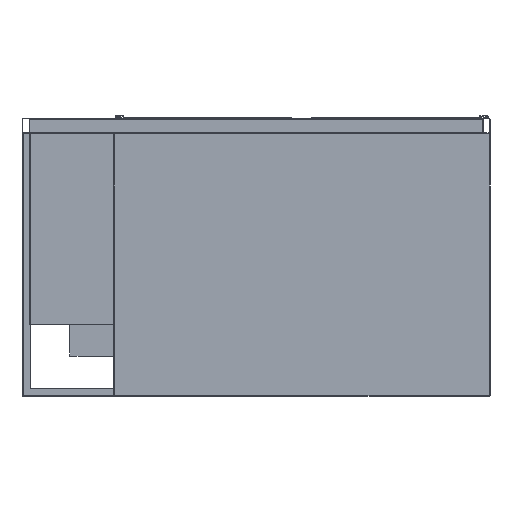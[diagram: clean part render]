
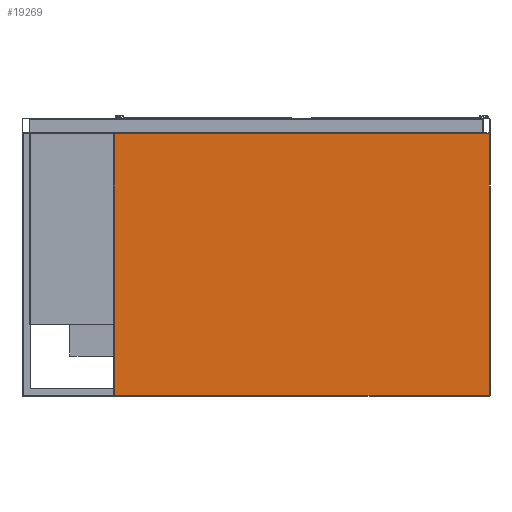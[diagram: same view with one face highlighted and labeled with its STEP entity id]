
A CAD part, front view. The second image highlights one B-rep face of the part: STEP entity #19269.
In plain terms, the highlighted planar face has unit normal (0, -1, 0).
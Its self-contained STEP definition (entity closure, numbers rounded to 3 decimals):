
#144 = DIRECTION ( 'NONE',  ( 0., 0., -1. ) ) ;
#785 = LINE ( 'NONE', #11997, #13124 ) ;
#1524 = DIRECTION ( 'NONE',  ( 0., 0., -1. ) ) ;
#3115 = LINE ( 'NONE', #11648, #16263 ) ;
#3722 = AXIS2_PLACEMENT_3D ( 'NONE', #18390, #12499, #1524 ) ;
#4358 = ORIENTED_EDGE ( 'NONE', *, *, #9081, .T. ) ;
#4618 = LINE ( 'NONE', #10704, #10528 ) ;
#5564 = CARTESIAN_POINT ( 'NONE',  ( -513., -350., -42. ) ) ;
#6019 = DIRECTION ( 'NONE',  ( -1., 0., 0. ) ) ;
#6132 = CARTESIAN_POINT ( 'NONE',  ( 513., -350., -758. ) ) ;
#6200 = VERTEX_POINT ( 'NONE', #6132 ) ;
#6311 = FACE_OUTER_BOUND ( 'NONE', #17333, .T. ) ;
#9081 = EDGE_CURVE ( 'NONE', #6200, #11162, #10250, .T. ) ;
#9175 = EDGE_CURVE ( 'NONE', #15544, #16373, #3115, .T. ) ;
#9329 = CARTESIAN_POINT ( 'NONE',  ( 513., -350., -760. ) ) ;
#10058 = DIRECTION ( 'NONE',  ( 1., 0., 0. ) ) ;
#10250 = LINE ( 'NONE', #9329, #18164 ) ;
#10528 = VECTOR ( 'NONE', #6019, 1000. ) ;
#10704 = CARTESIAN_POINT ( 'NONE',  ( -515., -350., -42. ) ) ;
#11162 = VERTEX_POINT ( 'NONE', #18587 ) ;
#11648 = CARTESIAN_POINT ( 'NONE',  ( -513., -350., -760. ) ) ;
#11997 = CARTESIAN_POINT ( 'NONE',  ( -515., -350., -758. ) ) ;
#12499 = DIRECTION ( 'NONE',  ( 0., -1., 0. ) ) ;
#13124 = VECTOR ( 'NONE', #10058, 1000. ) ;
#13259 = ORIENTED_EDGE ( 'NONE', *, *, #13373, .T. ) ;
#13373 = EDGE_CURVE ( 'NONE', #11162, #15544, #4618, .T. ) ;
#14277 = CARTESIAN_POINT ( 'NONE',  ( -513., -350., -758. ) ) ;
#15189 = PLANE ( 'NONE',  #3722 ) ;
#15394 = DIRECTION ( 'NONE',  ( 0., 0., 1. ) ) ;
#15544 = VERTEX_POINT ( 'NONE', #5564 ) ;
#15972 = ORIENTED_EDGE ( 'NONE', *, *, #17194, .T. ) ;
#16263 = VECTOR ( 'NONE', #144, 1000. ) ;
#16373 = VERTEX_POINT ( 'NONE', #14277 ) ;
#17194 = EDGE_CURVE ( 'NONE', #16373, #6200, #785, .T. ) ;
#17333 = EDGE_LOOP ( 'NONE', ( #13259, #18928, #15972, #4358 ) ) ;
#18164 = VECTOR ( 'NONE', #15394, 1000. ) ;
#18390 = CARTESIAN_POINT ( 'NONE',  ( -515., -350., -760. ) ) ;
#18587 = CARTESIAN_POINT ( 'NONE',  ( 513., -350., -42. ) ) ;
#18928 = ORIENTED_EDGE ( 'NONE', *, *, #9175, .T. ) ;
#19269 = ADVANCED_FACE ( 'Fl�che8', ( #6311 ), #15189, .T. ) ;
